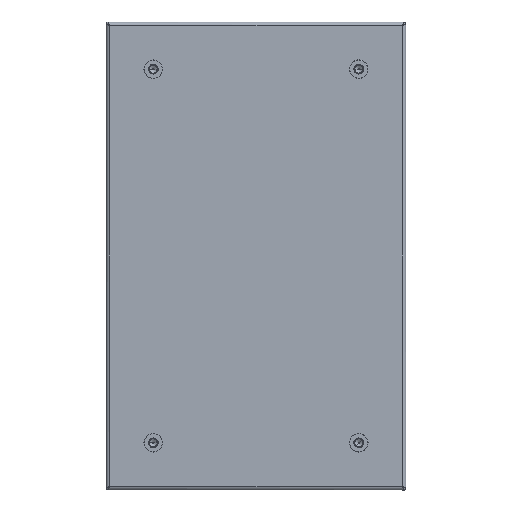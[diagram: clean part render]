
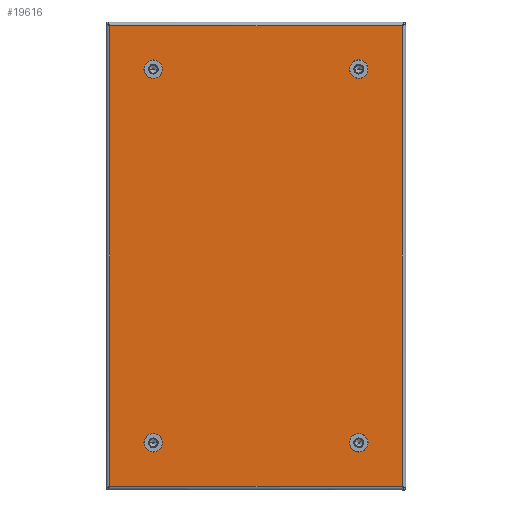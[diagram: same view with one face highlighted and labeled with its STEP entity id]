
A CAD part, front view. The second image highlights one B-rep face of the part: STEP entity #19616.
In plain terms, the highlighted face is planar.
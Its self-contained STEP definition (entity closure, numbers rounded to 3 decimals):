
#180 = CARTESIAN_POINT ( 'NONE',  ( 100., -55., 0. ) ) ;
#249 = DIRECTION ( 'NONE',  ( 1., 0., 0. ) ) ;
#250 = DIRECTION ( 'NONE',  ( 0., 0., 1. ) ) ;
#534 = DIRECTION ( 'NONE',  ( 1., 0., 0. ) ) ;
#612 = PLANE ( 'NONE',  #14715 ) ;
#630 = LINE ( 'NONE', #24607, #11123 ) ;
#706 = DIRECTION ( 'NONE',  ( 0., 0., 1. ) ) ;
#730 = CARTESIAN_POINT ( 'NONE',  ( -123.25, 1332.75, 0. ) ) ;
#784 = EDGE_CURVE ( 'NONE', #9321, #15284, #23199, .T. ) ;
#1247 = VERTEX_POINT ( 'NONE', #11436 ) ;
#1376 = EDGE_CURVE ( 'NONE', #15284, #9321, #8071, .T. ) ;
#1676 = AXIS2_PLACEMENT_3D ( 'NONE', #25447, #12789, #249 ) ;
#2006 = EDGE_CURVE ( 'NONE', #5565, #11057, #14920, .T. ) ;
#2754 = VERTEX_POINT ( 'NONE', #25395 ) ;
#2851 = CIRCLE ( 'NONE', #1676, 4. ) ;
#3317 = EDGE_LOOP ( 'NONE', ( #7653, #5322 ) ) ;
#3502 = EDGE_LOOP ( 'NONE', ( #5335, #8453, #4366, #15277 ) ) ;
#3784 = LINE ( 'NONE', #23427, #18603 ) ;
#3903 = DIRECTION ( 'NONE',  ( 0., 0., 1. ) ) ;
#4366 = ORIENTED_EDGE ( 'NONE', *, *, #20752, .T. ) ;
#4551 = FACE_OUTER_BOUND ( 'NONE', #3502, .T. ) ;
#4566 = CARTESIAN_POINT ( 'NONE',  ( -104., -55., 0. ) ) ;
#4736 = DIRECTION ( 'NONE',  ( 1., 0., 0. ) ) ;
#5026 = EDGE_CURVE ( 'NONE', #18155, #1247, #13438, .T. ) ;
#5237 = FACE_BOUND ( 'NONE', #3317, .T. ) ;
#5245 = CARTESIAN_POINT ( 'NONE',  ( -100., 55., 0. ) ) ;
#5312 = CARTESIAN_POINT ( 'NONE',  ( 96., -55., 0. ) ) ;
#5322 = ORIENTED_EDGE ( 'NONE', *, *, #784, .F. ) ;
#5335 = ORIENTED_EDGE ( 'NONE', *, *, #9303, .T. ) ;
#5565 = VERTEX_POINT ( 'NONE', #20287 ) ;
#6048 = DIRECTION ( 'NONE',  ( 1., 0., 0. ) ) ;
#6053 = DIRECTION ( 'NONE',  ( 0., 0., 1. ) ) ;
#6538 = ORIENTED_EDGE ( 'NONE', *, *, #16579, .F. ) ;
#6760 = ORIENTED_EDGE ( 'NONE', *, *, #9674, .F. ) ;
#6970 = CARTESIAN_POINT ( 'NONE',  ( 100., 55., 0. ) ) ;
#7653 = ORIENTED_EDGE ( 'NONE', *, *, #1376, .F. ) ;
#7673 = EDGE_CURVE ( 'NONE', #11482, #26413, #13350, .T. ) ;
#8071 = CIRCLE ( 'NONE', #9722, 4. ) ;
#8453 = ORIENTED_EDGE ( 'NONE', *, *, #19817, .T. ) ;
#8710 = DIRECTION ( 'NONE',  ( 0., 1., 0. ) ) ;
#9066 = DIRECTION ( 'NONE',  ( 1., 0., 0. ) ) ;
#9158 = VECTOR ( 'NONE', #6048, 1000. ) ;
#9222 = DIRECTION ( 'NONE',  ( 1., 0., 0. ) ) ;
#9257 = DIRECTION ( 'NONE',  ( 0., 0., 1. ) ) ;
#9303 = EDGE_CURVE ( 'NONE', #2754, #26280, #3784, .T. ) ;
#9321 = VERTEX_POINT ( 'NONE', #4566 ) ;
#9430 = CARTESIAN_POINT ( 'NONE',  ( 100., 55., 0. ) ) ;
#9674 = EDGE_CURVE ( 'NONE', #1247, #18155, #22245, .T. ) ;
#9722 = AXIS2_PLACEMENT_3D ( 'NONE', #13195, #9257, #4736 ) ;
#9882 = AXIS2_PLACEMENT_3D ( 'NONE', #24799, #250, #26681 ) ;
#9885 = DIRECTION ( 'NONE',  ( -1., 0., 0. ) ) ;
#10178 = FACE_BOUND ( 'NONE', #20498, .T. ) ;
#10559 = CARTESIAN_POINT ( 'NONE',  ( -96., -55., 0. ) ) ;
#10596 = CARTESIAN_POINT ( 'NONE',  ( 123.25, 78.25, 0. ) ) ;
#11057 = VERTEX_POINT ( 'NONE', #5312 ) ;
#11123 = VECTOR ( 'NONE', #9885, 1000. ) ;
#11436 = CARTESIAN_POINT ( 'NONE',  ( -96., 55., 0. ) ) ;
#11482 = VERTEX_POINT ( 'NONE', #23696 ) ;
#11518 = DIRECTION ( 'NONE',  ( 1., 0., 0. ) ) ;
#12134 = VERTEX_POINT ( 'NONE', #14157 ) ;
#12789 = DIRECTION ( 'NONE',  ( 0., 0., 1. ) ) ;
#13195 = CARTESIAN_POINT ( 'NONE',  ( -100., -55., 0. ) ) ;
#13296 = DIRECTION ( 'NONE',  ( 0., -1., 0. ) ) ;
#13350 = CIRCLE ( 'NONE', #16406, 4. ) ;
#13352 = DIRECTION ( 'NONE',  ( -1., 0., 0. ) ) ;
#13438 = CIRCLE ( 'NONE', #22703, 4. ) ;
#14137 = EDGE_CURVE ( 'NONE', #11057, #5565, #2851, .T. ) ;
#14157 = CARTESIAN_POINT ( 'NONE',  ( -123.25, 78.25, 0. ) ) ;
#14715 = AXIS2_PLACEMENT_3D ( 'NONE', #21774, #26021, #13352 ) ;
#14755 = ORIENTED_EDGE ( 'NONE', *, *, #14137, .F. ) ;
#14920 = CIRCLE ( 'NONE', #19415, 4. ) ;
#15277 = ORIENTED_EDGE ( 'NONE', *, *, #22756, .T. ) ;
#15284 = VERTEX_POINT ( 'NONE', #10559 ) ;
#15771 = FACE_BOUND ( 'NONE', #24211, .T. ) ;
#16406 = AXIS2_PLACEMENT_3D ( 'NONE', #9430, #24158, #11518 ) ;
#16515 = CARTESIAN_POINT ( 'NONE',  ( -100., 55., 0. ) ) ;
#16579 = EDGE_CURVE ( 'NONE', #26413, #11482, #22569, .T. ) ;
#17722 = VECTOR ( 'NONE', #13296, 1000. ) ;
#18155 = VERTEX_POINT ( 'NONE', #25667 ) ;
#18603 = VECTOR ( 'NONE', #8710, 1000. ) ;
#18636 = DIRECTION ( 'NONE',  ( 1., 0., 0. ) ) ;
#19415 = AXIS2_PLACEMENT_3D ( 'NONE', #180, #6053, #534 ) ;
#19616 = ADVANCED_FACE ( 'NONE', ( #5237, #15771, #26984, #10178, #4551 ), #612, .F. ) ;
#19817 = EDGE_CURVE ( 'NONE', #26280, #12134, #630, .T. ) ;
#20188 = AXIS2_PLACEMENT_3D ( 'NONE', #16515, #3903, #18636 ) ;
#20287 = CARTESIAN_POINT ( 'NONE',  ( 104., -55., 0. ) ) ;
#20403 = LINE ( 'NONE', #22887, #9158 ) ;
#20498 = EDGE_LOOP ( 'NONE', ( #6760, #24937 ) ) ;
#20752 = EDGE_CURVE ( 'NONE', #12134, #24644, #22675, .T. ) ;
#21153 = EDGE_LOOP ( 'NONE', ( #6538, #24151 ) ) ;
#21705 = DIRECTION ( 'NONE',  ( 0., 0., 1. ) ) ;
#21749 = CARTESIAN_POINT ( 'NONE',  ( 104., 55., 0. ) ) ;
#21774 = CARTESIAN_POINT ( 'NONE',  ( -125.25, -80.25, 0. ) ) ;
#21799 = ORIENTED_EDGE ( 'NONE', *, *, #2006, .F. ) ;
#22245 = CIRCLE ( 'NONE', #20188, 4. ) ;
#22569 = CIRCLE ( 'NONE', #24883, 4. ) ;
#22675 = LINE ( 'NONE', #730, #17722 ) ;
#22703 = AXIS2_PLACEMENT_3D ( 'NONE', #5245, #706, #9222 ) ;
#22756 = EDGE_CURVE ( 'NONE', #24644, #2754, #20403, .T. ) ;
#22887 = CARTESIAN_POINT ( 'NONE',  ( -1377.75, -78.25, 0. ) ) ;
#23199 = CIRCLE ( 'NONE', #9882, 4. ) ;
#23427 = CARTESIAN_POINT ( 'NONE',  ( 123.25, -1332.75, 0. ) ) ;
#23696 = CARTESIAN_POINT ( 'NONE',  ( 96., 55., 0. ) ) ;
#24151 = ORIENTED_EDGE ( 'NONE', *, *, #7673, .F. ) ;
#24158 = DIRECTION ( 'NONE',  ( 0., 0., 1. ) ) ;
#24211 = EDGE_LOOP ( 'NONE', ( #21799, #14755 ) ) ;
#24382 = CARTESIAN_POINT ( 'NONE',  ( -123.25, -78.25, 0. ) ) ;
#24607 = CARTESIAN_POINT ( 'NONE',  ( 1377.75, 78.25, 0. ) ) ;
#24644 = VERTEX_POINT ( 'NONE', #24382 ) ;
#24799 = CARTESIAN_POINT ( 'NONE',  ( -100., -55., 0. ) ) ;
#24883 = AXIS2_PLACEMENT_3D ( 'NONE', #6970, #21705, #9066 ) ;
#24937 = ORIENTED_EDGE ( 'NONE', *, *, #5026, .F. ) ;
#25395 = CARTESIAN_POINT ( 'NONE',  ( 123.25, -78.25, 0. ) ) ;
#25447 = CARTESIAN_POINT ( 'NONE',  ( 100., -55., 0. ) ) ;
#25667 = CARTESIAN_POINT ( 'NONE',  ( -104., 55., 0. ) ) ;
#26021 = DIRECTION ( 'NONE',  ( 0., 0., -1. ) ) ;
#26280 = VERTEX_POINT ( 'NONE', #10596 ) ;
#26413 = VERTEX_POINT ( 'NONE', #21749 ) ;
#26681 = DIRECTION ( 'NONE',  ( 1., 0., 0. ) ) ;
#26984 = FACE_BOUND ( 'NONE', #21153, .T. ) ;
